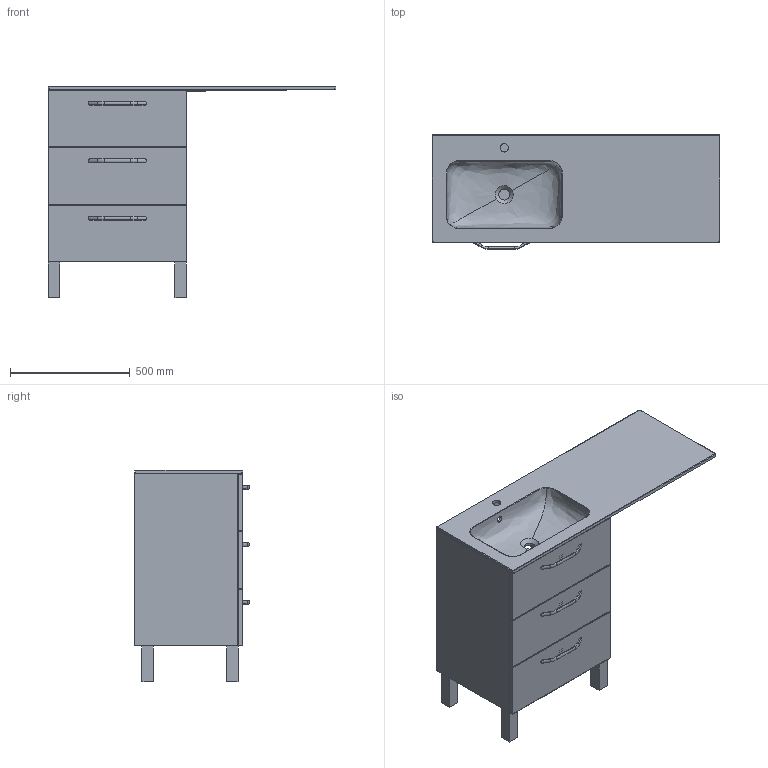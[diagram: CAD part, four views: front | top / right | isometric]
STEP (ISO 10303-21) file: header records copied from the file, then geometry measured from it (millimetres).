
FILE_DESCRIPTION(/* description */ (''),/* implementation_level */ '2;1');
FILE_NAME(/* name */ 'Della 1200 L-без боковини.stp',/* time_stamp */ '2025-09-15T13:53:38+03:00',/* author */ ('ya'),/* organization */ (''),/* preprocessor_version */ 'ST-DEVELOPER v18.1',/* originating_system */ 'Autodesk Inventor 2022',/* authorisation */ '');
FILE_SCHEMA (('AUTOMOTIVE_DESIGN { 1 0 10303 214 3 1 1 }'));
Products named in the file (5): Della 1200 L-без боковини; Della 1200 R-без боковини_
MIR; ручка_MIR; чехол 88_MIR; Della 1200 R_MIR
Assembly tree (6 placements, depth 2):
  Della 1200 L-без боковини
    Della 1200 R-без боковини_
MIR
    ручка_MIR  x3
    чехол 88_MIR
    Della 1200 R_MIR
Bounding box: 1200 x 478 x 884 mm (x, y, z)
Volume: 49833073.3 mm3; surface area: 7338227.8 mm2
Topology: 65 solids, 65 shells, 605 faces, 1362 edges, 884 vertices
Faces by surface type: plane 481, cylinder 69, bspline 29, torus 24, cone 2
Full cylindrical faces by diameter (mm): 6 x6, 25 x1, 35 x1, 45 x1
Entity records: 44381 total; most frequent: CARTESIAN_POINT 31870, ORIENTED_EDGE 2500, DIRECTION 2355, EDGE_CURVE 1250, LINE 1051, VECTOR 1051, VERTEX_POINT 820, AXIS2_PLACEMENT_3D 652
